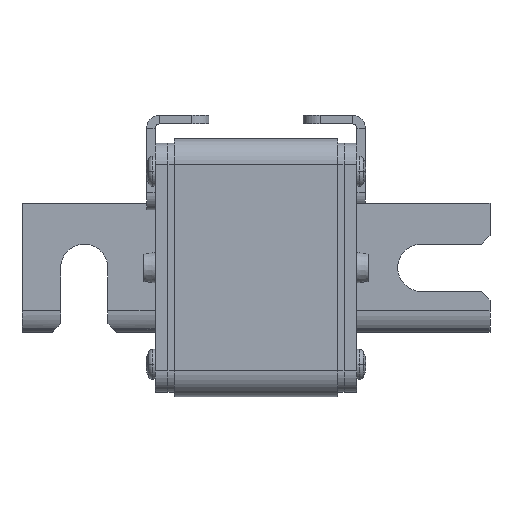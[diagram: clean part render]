
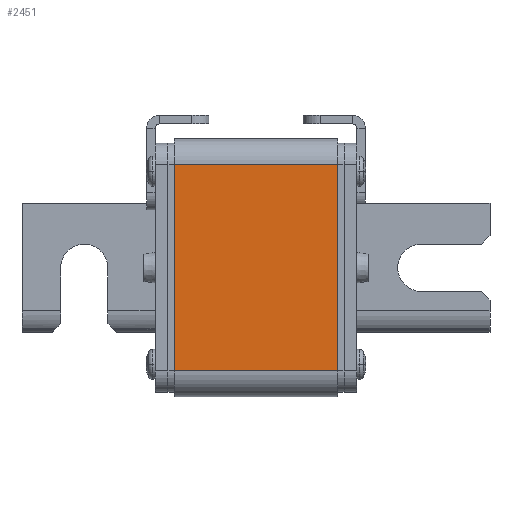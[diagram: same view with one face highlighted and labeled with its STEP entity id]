
A CAD part, left-side view. The second image highlights one B-rep face of the part: STEP entity #2451.
In plain terms, the highlighted face is planar.
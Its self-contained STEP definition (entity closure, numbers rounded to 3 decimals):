
#338=DIRECTION('',(-1.,0.,0.));
#339=VECTOR('',#338,48.);
#340=CARTESIAN_POINT('',(24.,30.,-19.));
#341=LINE('',#340,#339);
#824=DIRECTION('',(0.,0.,-1.));
#825=VECTOR('',#824,38.);
#826=CARTESIAN_POINT('',(24.,30.,19.));
#827=LINE('',#826,#825);
#831=DIRECTION('',(0.,0.,-1.));
#832=VECTOR('',#831,38.);
#833=CARTESIAN_POINT('',(-24.,30.,19.));
#834=LINE('',#833,#832);
#891=DIRECTION('',(-1.,0.,0.));
#892=VECTOR('',#891,48.);
#893=CARTESIAN_POINT('',(24.,30.,19.));
#894=LINE('',#893,#892);
#1900=CARTESIAN_POINT('',(24.,30.,-19.));
#1902=VERTEX_POINT('',#1900);
#1906=CARTESIAN_POINT('',(24.,30.,19.));
#1907=VERTEX_POINT('',#1906);
#1909=CARTESIAN_POINT('',(-24.,30.,-19.));
#1911=VERTEX_POINT('',#1909);
#1912=CARTESIAN_POINT('',(-24.,30.,19.));
#1913=VERTEX_POINT('',#1912);
#2439=CARTESIAN_POINT('',(30.,30.,-19.));
#2440=DIRECTION('',(0.,1.,0.));
#2441=DIRECTION('',(-1.,0.,0.));
#2442=AXIS2_PLACEMENT_3D('',#2439,#2440,#2441);
#2443=PLANE('',#2442);
#2444=ORIENTED_EDGE('',*,*,#2193,.F.);
#2446=ORIENTED_EDGE('',*,*,#2445,.T.);
#2447=ORIENTED_EDGE('',*,*,#2424,.T.);
#2448=ORIENTED_EDGE('',*,*,#2153,.F.);
#2449=EDGE_LOOP('',(#2444,#2446,#2447,#2448));
#2450=FACE_OUTER_BOUND('',#2449,.F.);
#2153=EDGE_CURVE('',#1902,#1911,#341,.T.);
#2193=EDGE_CURVE('',#1907,#1902,#827,.T.);
#2424=EDGE_CURVE('',#1913,#1911,#834,.T.);
#2445=EDGE_CURVE('',#1907,#1913,#894,.T.);
#2451=ADVANCED_FACE('',(#2450),#2443,.T.);
